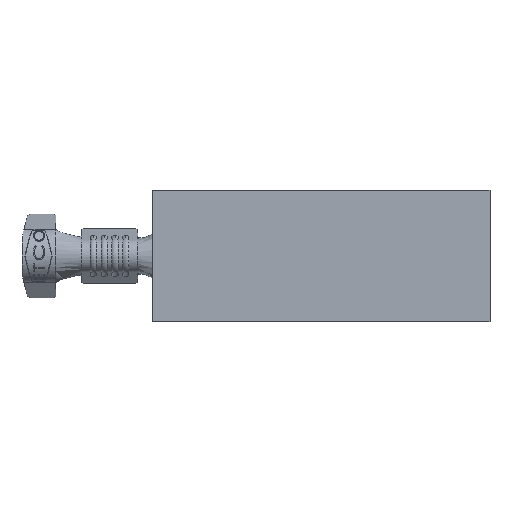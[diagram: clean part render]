
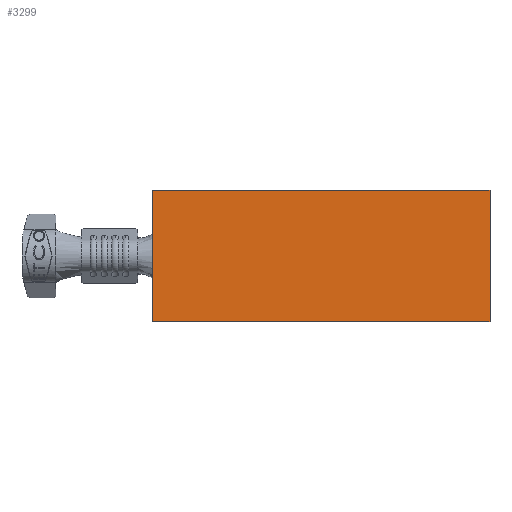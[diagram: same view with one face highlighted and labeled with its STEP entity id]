
A CAD part, front view. The second image highlights one B-rep face of the part: STEP entity #3299.
In plain terms, the highlighted planar face has unit normal (0, -1, 0).
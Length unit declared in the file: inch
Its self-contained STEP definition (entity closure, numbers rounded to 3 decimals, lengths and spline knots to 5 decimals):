
#476 = VERTEX_POINT ( 'NONE', #2266 ) ;
#593 = DIRECTION ( 'NONE',  ( 1., 0., 0. ) ) ;
#1691 = CARTESIAN_POINT ( 'NONE',  ( 0., 0., -0.181 ) ) ;
#1925 = LINE ( 'NONE', #6008, #17639 ) ;
#2266 = CARTESIAN_POINT ( 'NONE',  ( -0.933, 0., -0.181 ) ) ;
#2398 = LINE ( 'NONE', #7313, #14608 ) ;
#3038 = DIRECTION ( 'NONE',  ( 0., -1., 0. ) ) ;
#3299 = ADVANCED_FACE ( 'NONE', ( #6522 ), #13672, .T. ) ;
#3860 = VERTEX_POINT ( 'NONE', #1691 ) ;
#4235 = ORIENTED_EDGE ( 'NONE', *, *, #17241, .T. ) ;
#4339 = LINE ( 'NONE', #4393, #16996 ) ;
#4393 = CARTESIAN_POINT ( 'NONE',  ( 0., 0., 0.181 ) ) ;
#5372 = EDGE_CURVE ( 'NONE', #18403, #13358, #2398, .T. ) ;
#6008 = CARTESIAN_POINT ( 'NONE',  ( -0.933, 0., 0.181 ) ) ;
#6071 = AXIS2_PLACEMENT_3D ( 'NONE', #12178, #3038, #13750 ) ;
#6522 = FACE_OUTER_BOUND ( 'NONE', #14902, .T. ) ;
#6828 = VECTOR ( 'NONE', #593, 39.37008 ) ;
#7313 = CARTESIAN_POINT ( 'NONE',  ( -0.933, 0., 0.181 ) ) ;
#7334 = ORIENTED_EDGE ( 'NONE', *, *, #14260, .T. ) ;
#8165 = CARTESIAN_POINT ( 'NONE',  ( -0.933, 0., -0.181 ) ) ;
#8986 = DIRECTION ( 'NONE',  ( 0., 0., -1. ) ) ;
#9484 = ORIENTED_EDGE ( 'NONE', *, *, #5372, .F. ) ;
#10598 = DIRECTION ( 'NONE',  ( 0., 0., -1. ) ) ;
#10724 = CARTESIAN_POINT ( 'NONE',  ( 0., 0., 0.181 ) ) ;
#11774 = EDGE_CURVE ( 'NONE', #13358, #3860, #4339, .T. ) ;
#12178 = CARTESIAN_POINT ( 'NONE',  ( -0.933, 0., 0.181 ) ) ;
#13065 = ORIENTED_EDGE ( 'NONE', *, *, #11774, .F. ) ;
#13358 = VERTEX_POINT ( 'NONE', #10724 ) ;
#13434 = CARTESIAN_POINT ( 'NONE',  ( -0.933, 0., 0.181 ) ) ;
#13672 = PLANE ( 'NONE',  #6071 ) ;
#13750 = DIRECTION ( 'NONE',  ( 0., 0., -1. ) ) ;
#14260 = EDGE_CURVE ( 'NONE', #18403, #476, #1925, .T. ) ;
#14608 = VECTOR ( 'NONE', #19652, 39.37008 ) ;
#14902 = EDGE_LOOP ( 'NONE', ( #13065, #9484, #7334, #4235 ) ) ;
#16996 = VECTOR ( 'NONE', #8986, 39.37008 ) ;
#17241 = EDGE_CURVE ( 'NONE', #476, #3860, #19004, .T. ) ;
#17639 = VECTOR ( 'NONE', #10598, 39.37008 ) ;
#18403 = VERTEX_POINT ( 'NONE', #13434 ) ;
#19004 = LINE ( 'NONE', #8165, #6828 ) ;
#19652 = DIRECTION ( 'NONE',  ( 1., 0., 0. ) ) ;
